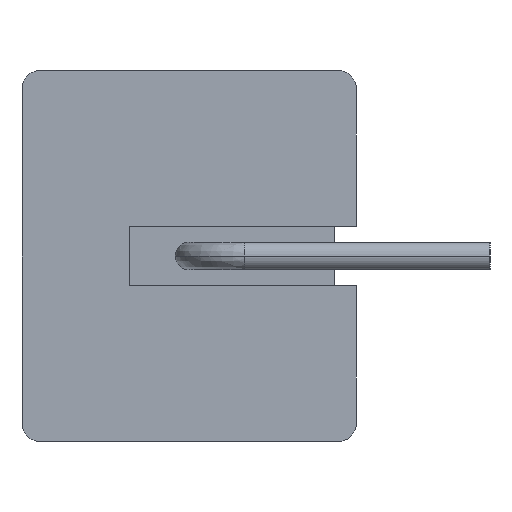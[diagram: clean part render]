
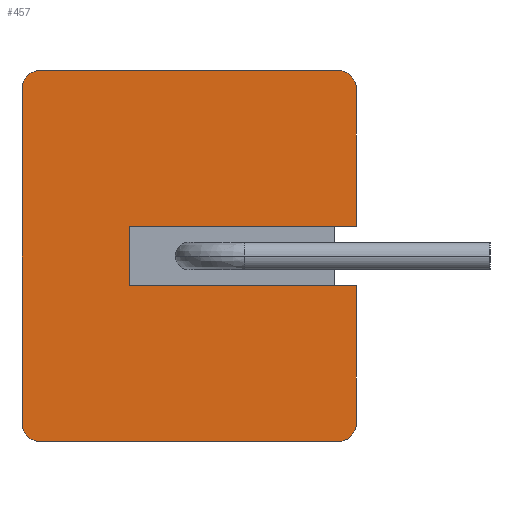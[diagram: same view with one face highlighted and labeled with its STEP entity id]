
A CAD part, left-side view. The second image highlights one B-rep face of the part: STEP entity #457.
In plain terms, the highlighted planar face has unit normal (-1, 0, 0).
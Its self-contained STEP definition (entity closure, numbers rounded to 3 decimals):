
#8 = CARTESIAN_POINT ( 'NONE',  ( -11., 8.5, 5. ) ) ;
#46 = AXIS2_PLACEMENT_3D ( 'NONE', #686, #2652, #961 ) ;
#86 = EDGE_CURVE ( 'NONE', #2827, #234, #2410, .T. ) ;
#112 = DIRECTION ( 'NONE',  ( 0., 1., 0. ) ) ;
#144 = EDGE_CURVE ( 'NONE', #1801, #2699, #3558, .T. ) ;
#215 = VECTOR ( 'NONE', #2867, 1000. ) ;
#234 = VERTEX_POINT ( 'NONE', #2085 ) ;
#253 = VECTOR ( 'NONE', #2811, 1000. ) ;
#287 = CARTESIAN_POINT ( 'NONE',  ( -11., 6.1, 0.8 ) ) ;
#340 = ORIENTED_EDGE ( 'NONE', *, *, #460, .T. ) ;
#368 = DIRECTION ( 'NONE',  ( 1., 0., 0. ) ) ;
#395 = CARTESIAN_POINT ( 'NONE',  ( -11., 6.1, -0.8 ) ) ;
#402 = LINE ( 'NONE', #2213, #1796 ) ;
#407 = EDGE_CURVE ( 'NONE', #2601, #1801, #402, .T. ) ;
#421 = CARTESIAN_POINT ( 'NONE',  ( -11., 9., 4.5 ) ) ;
#457 = ADVANCED_FACE ( 'NONE', ( #794 ), #1383, .T. ) ;
#460 = EDGE_CURVE ( 'NONE', #2699, #1814, #1178, .T. ) ;
#511 = ORIENTED_EDGE ( 'NONE', *, *, #2065, .F. ) ;
#530 = ORIENTED_EDGE ( 'NONE', *, *, #1144, .T. ) ;
#570 = VERTEX_POINT ( 'NONE', #624 ) ;
#573 = DIRECTION ( 'NONE',  ( 0., 0., 1. ) ) ;
#624 = CARTESIAN_POINT ( 'NONE',  ( -11., 8.5, -5. ) ) ;
#686 = CARTESIAN_POINT ( 'NONE',  ( -11., 8.5, 4.5 ) ) ;
#704 = ORIENTED_EDGE ( 'NONE', *, *, #1574, .T. ) ;
#712 = CARTESIAN_POINT ( 'NONE',  ( -11., 0., 0.8 ) ) ;
#722 = VERTEX_POINT ( 'NONE', #421 ) ;
#783 = CARTESIAN_POINT ( 'NONE',  ( -11., 0.5, 5. ) ) ;
#794 = FACE_OUTER_BOUND ( 'NONE', #2733, .T. ) ;
#878 = LINE ( 'NONE', #1784, #2385 ) ;
#936 = LINE ( 'NONE', #2303, #215 ) ;
#961 = DIRECTION ( 'NONE',  ( 0., 0., -1. ) ) ;
#981 = CARTESIAN_POINT ( 'NONE',  ( -11., 9., 0. ) ) ;
#1092 = AXIS2_PLACEMENT_3D ( 'NONE', #1394, #3357, #1679 ) ;
#1113 = CARTESIAN_POINT ( 'NONE',  ( -11., 0., 0.8 ) ) ;
#1144 = EDGE_CURVE ( 'NONE', #3371, #722, #1464, .T. ) ;
#1165 = DIRECTION ( 'NONE',  ( 0., 0., 1. ) ) ;
#1178 = LINE ( 'NONE', #2245, #2196 ) ;
#1253 = CARTESIAN_POINT ( 'NONE',  ( -11., 8.5, -4.5 ) ) ;
#1289 = CARTESIAN_POINT ( 'NONE',  ( -11., 0., -0.8 ) ) ;
#1312 = EDGE_CURVE ( 'NONE', #3384, #234, #2389, .T. ) ;
#1383 = PLANE ( 'NONE',  #1092 ) ;
#1394 = CARTESIAN_POINT ( 'NONE',  ( -11., 0., -5. ) ) ;
#1395 = ORIENTED_EDGE ( 'NONE', *, *, #2541, .T. ) ;
#1406 = ORIENTED_EDGE ( 'NONE', *, *, #1312, .T. ) ;
#1431 = VECTOR ( 'NONE', #1831, 1000. ) ;
#1443 = VERTEX_POINT ( 'NONE', #2021 ) ;
#1464 = CIRCLE ( 'NONE', #46, 0.5 ) ;
#1532 = ORIENTED_EDGE ( 'NONE', *, *, #2714, .T. ) ;
#1538 = DIRECTION ( 'NONE',  ( 0., 0., 1. ) ) ;
#1545 = EDGE_CURVE ( 'NONE', #2827, #3371, #878, .T. ) ;
#1574 = EDGE_CURVE ( 'NONE', #1720, #570, #2780, .T. ) ;
#1664 = AXIS2_PLACEMENT_3D ( 'NONE', #2031, #368, #2314 ) ;
#1679 = DIRECTION ( 'NONE',  ( 0., 0., 1. ) ) ;
#1688 = CIRCLE ( 'NONE', #1664, 0.5 ) ;
#1720 = VERTEX_POINT ( 'NONE', #2505 ) ;
#1729 = CARTESIAN_POINT ( 'NONE',  ( -11., 0.5, 4.5 ) ) ;
#1784 = CARTESIAN_POINT ( 'NONE',  ( -11., 0., 5. ) ) ;
#1796 = VECTOR ( 'NONE', #2499, 1000. ) ;
#1801 = VERTEX_POINT ( 'NONE', #3080 ) ;
#1814 = VERTEX_POINT ( 'NONE', #287 ) ;
#1831 = DIRECTION ( 'NONE',  ( 0., 0., 1. ) ) ;
#2021 = CARTESIAN_POINT ( 'NONE',  ( -11., 0.5, -5. ) ) ;
#2031 = CARTESIAN_POINT ( 'NONE',  ( -11., 0.5, -4.5 ) ) ;
#2043 = VECTOR ( 'NONE', #2953, 1000. ) ;
#2047 = CARTESIAN_POINT ( 'NONE',  ( -11., 0., -4.5 ) ) ;
#2065 = EDGE_CURVE ( 'NONE', #1720, #722, #2268, .T. ) ;
#2085 = CARTESIAN_POINT ( 'NONE',  ( -11., 0., 4.5 ) ) ;
#2118 = ORIENTED_EDGE ( 'NONE', *, *, #144, .T. ) ;
#2126 = ORIENTED_EDGE ( 'NONE', *, *, #2545, .F. ) ;
#2196 = VECTOR ( 'NONE', #573, 1000. ) ;
#2197 = AXIS2_PLACEMENT_3D ( 'NONE', #1729, #3131, #1165 ) ;
#2213 = CARTESIAN_POINT ( 'NONE',  ( -11., 0., -5. ) ) ;
#2235 = ORIENTED_EDGE ( 'NONE', *, *, #407, .T. ) ;
#2241 = CARTESIAN_POINT ( 'NONE',  ( -11., 0., -5. ) ) ;
#2245 = CARTESIAN_POINT ( 'NONE',  ( -11., 6.1, -5. ) ) ;
#2268 = LINE ( 'NONE', #981, #1431 ) ;
#2303 = CARTESIAN_POINT ( 'NONE',  ( -11., 0., -5. ) ) ;
#2314 = DIRECTION ( 'NONE',  ( 0., 0., -1. ) ) ;
#2336 = AXIS2_PLACEMENT_3D ( 'NONE', #1253, #3217, #1538 ) ;
#2385 = VECTOR ( 'NONE', #112, 1000. ) ;
#2389 = LINE ( 'NONE', #2241, #253 ) ;
#2410 = CIRCLE ( 'NONE', #2197, 0.5 ) ;
#2414 = DIRECTION ( 'NONE',  ( 0., 1., 0. ) ) ;
#2486 = ORIENTED_EDGE ( 'NONE', *, *, #1545, .T. ) ;
#2499 = DIRECTION ( 'NONE',  ( 0., 0., 1. ) ) ;
#2505 = CARTESIAN_POINT ( 'NONE',  ( -11., 9., -4.5 ) ) ;
#2541 = EDGE_CURVE ( 'NONE', #570, #1443, #936, .T. ) ;
#2545 = EDGE_CURVE ( 'NONE', #2601, #1443, #1688, .T. ) ;
#2601 = VERTEX_POINT ( 'NONE', #2047 ) ;
#2652 = DIRECTION ( 'NONE',  ( -1., 0., 0. ) ) ;
#2699 = VERTEX_POINT ( 'NONE', #395 ) ;
#2714 = EDGE_CURVE ( 'NONE', #1814, #3384, #3542, .T. ) ;
#2733 = EDGE_LOOP ( 'NONE', ( #3362, #2486, #530, #511, #704, #1395, #2126, #2235, #2118, #340, #1532, #1406 ) ) ;
#2780 = CIRCLE ( 'NONE', #2336, 0.5 ) ;
#2811 = DIRECTION ( 'NONE',  ( 0., 0., 1. ) ) ;
#2827 = VERTEX_POINT ( 'NONE', #783 ) ;
#2867 = DIRECTION ( 'NONE',  ( 0., -1., 0. ) ) ;
#2953 = DIRECTION ( 'NONE',  ( 0., -1., 0. ) ) ;
#3080 = CARTESIAN_POINT ( 'NONE',  ( -11., 0., -0.8 ) ) ;
#3131 = DIRECTION ( 'NONE',  ( 1., 0., 0. ) ) ;
#3217 = DIRECTION ( 'NONE',  ( -1., 0., 0. ) ) ;
#3357 = DIRECTION ( 'NONE',  ( -1., 0., 0. ) ) ;
#3362 = ORIENTED_EDGE ( 'NONE', *, *, #86, .F. ) ;
#3371 = VERTEX_POINT ( 'NONE', #8 ) ;
#3384 = VERTEX_POINT ( 'NONE', #1113 ) ;
#3457 = VECTOR ( 'NONE', #2414, 1000. ) ;
#3542 = LINE ( 'NONE', #712, #2043 ) ;
#3558 = LINE ( 'NONE', #1289, #3457 ) ;
